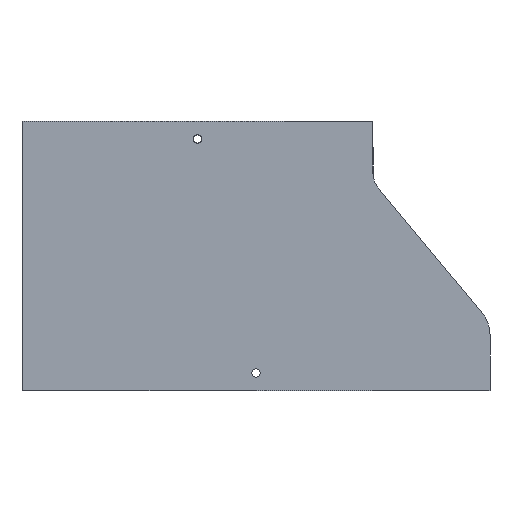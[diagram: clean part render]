
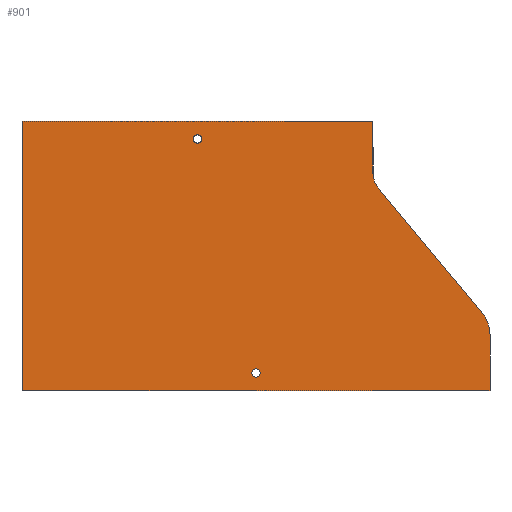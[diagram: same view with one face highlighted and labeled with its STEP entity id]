
A CAD part, front view. The second image highlights one B-rep face of the part: STEP entity #901.
In plain terms, the highlighted planar face has unit normal (0, -1, 0).
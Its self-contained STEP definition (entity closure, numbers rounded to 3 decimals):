
#18 = FACE_BOUND ( 'NONE', #1172, .T. ) ;
#20 = FACE_OUTER_BOUND ( 'NONE', #1155, .T. ) ;
#31 = FACE_BOUND ( 'NONE', #1174, .T. ) ;
#116 = VECTOR ( 'NONE', #740, 1000. ) ;
#117 = LINE ( 'NONE', #722, #116 ) ;
#118 = VECTOR ( 'NONE', #686, 1000. ) ;
#119 = CIRCLE ( 'NONE', #373, 20. ) ;
#120 = CIRCLE ( 'NONE', #375, 3.5 ) ;
#121 = CIRCLE ( 'NONE', #374, 30. ) ;
#122 = LINE ( 'NONE', #729, #118 ) ;
#124 = CIRCLE ( 'NONE', #376, 3.5 ) ;
#131 = VECTOR ( 'NONE', #720, 1000. ) ;
#134 = LINE ( 'NONE', #717, #131 ) ;
#137 = VECTOR ( 'NONE', #783, 1000. ) ;
#139 = LINE ( 'NONE', #683, #137 ) ;
#140 = VECTOR ( 'NONE', #758, 1000. ) ;
#143 = LINE ( 'NONE', #661, #140 ) ;
#160 = VECTOR ( 'NONE', #676, 1000. ) ;
#163 = LINE ( 'NONE', #753, #160 ) ;
#291 = VERTEX_POINT ( 'NONE', #366 ) ;
#293 = VERTEX_POINT ( 'NONE', #328 ) ;
#328 = CARTESIAN_POINT ( 'NONE',  ( 150., 0., -18.5 ) ) ;
#358 = CARTESIAN_POINT ( 'NONE',  ( 0., 0., 0. ) ) ;
#366 = CARTESIAN_POINT ( 'NONE',  ( 200., 0., -218.5 ) ) ;
#373 = AXIS2_PLACEMENT_3D ( 'NONE', #744, #743, #742 ) ;
#374 = AXIS2_PLACEMENT_3D ( 'NONE', #734, #741, #732 ) ;
#375 = AXIS2_PLACEMENT_3D ( 'NONE', #682, #757, #724 ) ;
#376 = AXIS2_PLACEMENT_3D ( 'NONE', #737, #736, #723 ) ;
#411 = EDGE_CURVE ( 'NONE', #1220, #1222, #163, .T. ) ;
#469 = AXIS2_PLACEMENT_3D ( 'NONE', #1073, #1098, #1068 ) ;
#553 = EDGE_CURVE ( 'NONE', #1241, #1243, #143, .T. ) ;
#555 = EDGE_CURVE ( 'NONE', #1258, #1243, #139, .T. ) ;
#558 = EDGE_CURVE ( 'NONE', #1220, #1257, #134, .T. ) ;
#563 = EDGE_CURVE ( 'NONE', #291, #291, #124, .T. ) ;
#564 = EDGE_CURVE ( 'NONE', #293, #293, #120, .T. ) ;
#565 = EDGE_CURVE ( 'NONE', #1257, #1258, #122, .T. ) ;
#566 = EDGE_CURVE ( 'NONE', #1222, #1233, #121, .T. ) ;
#567 = EDGE_CURVE ( 'NONE', #1233, #1254, #117, .T. ) ;
#568 = EDGE_CURVE ( 'NONE', #1254, #1241, #119, .T. ) ;
#661 = CARTESIAN_POINT ( 'NONE',  ( 300., 0., 0. ) ) ;
#676 = DIRECTION ( 'NONE',  ( 0., 0., 1. ) ) ;
#682 = CARTESIAN_POINT ( 'NONE',  ( 150., 0., -15. ) ) ;
#683 = CARTESIAN_POINT ( 'NONE',  ( -300., 0., 0. ) ) ;
#686 = DIRECTION ( 'NONE',  ( 0., 0., 1. ) ) ;
#717 = CARTESIAN_POINT ( 'NONE',  ( -400., 0., -230. ) ) ;
#720 = DIRECTION ( 'NONE',  ( -1., 0., 0. ) ) ;
#722 = CARTESIAN_POINT ( 'NONE',  ( 304.636, 0., -56.942 ) ) ;
#723 = DIRECTION ( 'NONE',  ( 0., 0., -1. ) ) ;
#724 = DIRECTION ( 'NONE',  ( 0., 0., -1. ) ) ;
#729 = CARTESIAN_POINT ( 'NONE',  ( 0., 0., 0. ) ) ;
#732 = DIRECTION ( 'NONE',  ( 0., 0., 1. ) ) ;
#734 = CARTESIAN_POINT ( 'NONE',  ( 370., 0., -182.241 ) ) ;
#736 = DIRECTION ( 'NONE',  ( 0., -1., 0. ) ) ;
#737 = CARTESIAN_POINT ( 'NONE',  ( 200., 0., -215. ) ) ;
#740 = DIRECTION ( 'NONE',  ( -0.64, 0., 0.768 ) ) ;
#741 = DIRECTION ( 'NONE',  ( 0., -1., 0. ) ) ;
#742 = DIRECTION ( 'NONE',  ( 0., 0., 1. ) ) ;
#743 = DIRECTION ( 'NONE',  ( 0., 1., 0. ) ) ;
#744 = CARTESIAN_POINT ( 'NONE',  ( 320., 0., -44.139 ) ) ;
#753 = CARTESIAN_POINT ( 'NONE',  ( 400., 0., -182.241 ) ) ;
#757 = DIRECTION ( 'NONE',  ( 0., -1., 0. ) ) ;
#758 = DIRECTION ( 'NONE',  ( 0., 0., 1. ) ) ;
#783 = DIRECTION ( 'NONE',  ( 1., 0., 0. ) ) ;
#797 = CARTESIAN_POINT ( 'NONE',  ( 400., 0., -182.241 ) ) ;
#801 = CARTESIAN_POINT ( 'NONE',  ( 400., 0., -230. ) ) ;
#812 = CARTESIAN_POINT ( 'NONE',  ( 393.047, 0., -163.035 ) ) ;
#825 = CARTESIAN_POINT ( 'NONE',  ( 300., 0., -44.139 ) ) ;
#834 = CARTESIAN_POINT ( 'NONE',  ( 0., 0., -230. ) ) ;
#840 = CARTESIAN_POINT ( 'NONE',  ( 304.636, 0., -56.942 ) ) ;
#843 = CARTESIAN_POINT ( 'NONE',  ( 300., 0., 0. ) ) ;
#901 = ADVANCED_FACE ( 'NONE', ( #31, #18, #20 ), #1071, .F. ) ;
#1013 = ORIENTED_EDGE ( 'NONE', *, *, #553, .T. ) ;
#1014 = ORIENTED_EDGE ( 'NONE', *, *, #568, .T. ) ;
#1015 = ORIENTED_EDGE ( 'NONE', *, *, #567, .T. ) ;
#1016 = ORIENTED_EDGE ( 'NONE', *, *, #566, .T. ) ;
#1017 = ORIENTED_EDGE ( 'NONE', *, *, #411, .T. ) ;
#1018 = ORIENTED_EDGE ( 'NONE', *, *, #558, .F. ) ;
#1019 = ORIENTED_EDGE ( 'NONE', *, *, #565, .F. ) ;
#1020 = ORIENTED_EDGE ( 'NONE', *, *, #555, .F. ) ;
#1021 = ORIENTED_EDGE ( 'NONE', *, *, #564, .F. ) ;
#1022 = ORIENTED_EDGE ( 'NONE', *, *, #563, .F. ) ;
#1068 = DIRECTION ( 'NONE',  ( 0., 0., 1. ) ) ;
#1071 = PLANE ( 'NONE',  #469 ) ;
#1073 = CARTESIAN_POINT ( 'NONE',  ( -320., 0., -44.139 ) ) ;
#1098 = DIRECTION ( 'NONE',  ( 0., 1., 0. ) ) ;
#1155 = EDGE_LOOP ( 'NONE', ( #1020, #1019, #1018, #1017, #1016, #1015, #1014, #1013 ) ) ;
#1172 = EDGE_LOOP ( 'NONE', ( #1021 ) ) ;
#1174 = EDGE_LOOP ( 'NONE', ( #1022 ) ) ;
#1220 = VERTEX_POINT ( 'NONE', #801 ) ;
#1222 = VERTEX_POINT ( 'NONE', #797 ) ;
#1233 = VERTEX_POINT ( 'NONE', #812 ) ;
#1241 = VERTEX_POINT ( 'NONE', #825 ) ;
#1243 = VERTEX_POINT ( 'NONE', #843 ) ;
#1254 = VERTEX_POINT ( 'NONE', #840 ) ;
#1257 = VERTEX_POINT ( 'NONE', #834 ) ;
#1258 = VERTEX_POINT ( 'NONE', #358 ) ;
